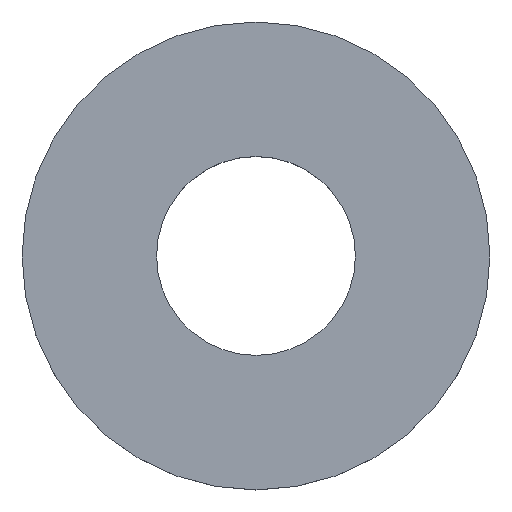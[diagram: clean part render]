
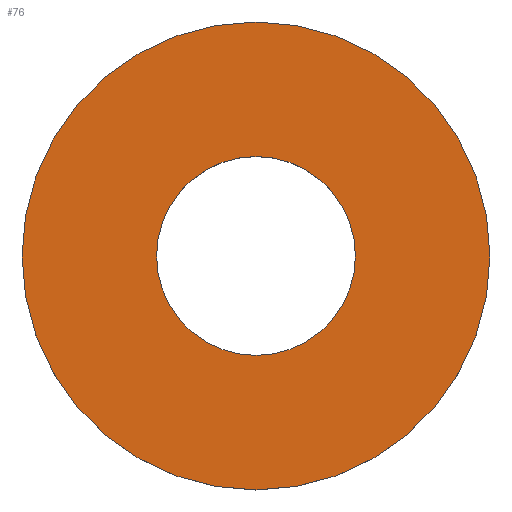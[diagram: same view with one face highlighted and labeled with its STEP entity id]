
A CAD part, top view. The second image highlights one B-rep face of the part: STEP entity #76.
In plain terms, the highlighted planar face has unit normal (0, 0, 1).
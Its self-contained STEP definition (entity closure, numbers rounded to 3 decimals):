
#2 = EDGE_CURVE ( 'NONE', #71, #126, #68, .T. ) ;
#3 = ORIENTED_EDGE ( 'NONE', *, *, #29, .F. ) ;
#4 = EDGE_LOOP ( 'NONE', ( #5, #6 ) ) ;
#5 = ORIENTED_EDGE ( 'NONE', *, *, #117, .T. ) ;
#6 = ORIENTED_EDGE ( 'NONE', *, *, #121, .T. ) ;
#29 = EDGE_CURVE ( 'NONE', #126, #71, #166, .T. ) ;
#65 = DIRECTION ( 'NONE',  ( 0., 0., 1. ) ) ;
#66 = CARTESIAN_POINT ( 'NONE',  ( 0., 0., 0. ) ) ;
#67 = AXIS2_PLACEMENT_3D ( 'NONE', #66, #65, #167 ) ;
#68 = CIRCLE ( 'NONE', #67, 0.85 ) ;
#69 = CARTESIAN_POINT ( 'NONE',  ( 0., 0., 0. ) ) ;
#71 = VERTEX_POINT ( 'NONE', #147 ) ;
#76 = ADVANCED_FACE ( 'NONE', ( #141, #140 ), #138, .T. ) ;
#77 = EDGE_LOOP ( 'NONE', ( #78, #3 ) ) ;
#78 = ORIENTED_EDGE ( 'NONE', *, *, #2, .F. ) ;
#106 = CARTESIAN_POINT ( 'NONE',  ( -0.85, 0., 0. ) ) ;
#115 = VERTEX_POINT ( 'NONE', #199 ) ;
#117 = EDGE_CURVE ( 'NONE', #118, #115, #198, .T. ) ;
#118 = VERTEX_POINT ( 'NONE', #193 ) ;
#121 = EDGE_CURVE ( 'NONE', #115, #118, #192, .T. ) ;
#126 = VERTEX_POINT ( 'NONE', #106 ) ;
#134 = DIRECTION ( 'NONE',  ( 1., 0., 0. ) ) ;
#135 = DIRECTION ( 'NONE',  ( 0., 0., 1. ) ) ;
#136 = CARTESIAN_POINT ( 'NONE',  ( 0., 0., 0. ) ) ;
#137 = AXIS2_PLACEMENT_3D ( 'NONE', #136, #135, #134 ) ;
#138 = PLANE ( 'NONE',  #137 ) ;
#140 = FACE_OUTER_BOUND ( 'NONE', #4, .T. ) ;
#141 = FACE_BOUND ( 'NONE', #77, .T. ) ;
#147 = CARTESIAN_POINT ( 'NONE',  ( 0.85, 0., 0. ) ) ;
#163 = DIRECTION ( 'NONE',  ( 1., 0., 0. ) ) ;
#164 = DIRECTION ( 'NONE',  ( 0., 0., 1. ) ) ;
#165 = AXIS2_PLACEMENT_3D ( 'NONE', #69, #164, #163 ) ;
#166 = CIRCLE ( 'NONE', #165, 0.85 ) ;
#167 = DIRECTION ( 'NONE',  ( 1., 0., 0. ) ) ;
#188 = DIRECTION ( 'NONE',  ( 1., 0., 0. ) ) ;
#189 = DIRECTION ( 'NONE',  ( 0., 0., 1. ) ) ;
#190 = CARTESIAN_POINT ( 'NONE',  ( 0., 0., 0. ) ) ;
#191 = AXIS2_PLACEMENT_3D ( 'NONE', #190, #189, #188 ) ;
#192 = CIRCLE ( 'NONE', #191, 2. ) ;
#193 = CARTESIAN_POINT ( 'NONE',  ( 2., 0., 0. ) ) ;
#194 = DIRECTION ( 'NONE',  ( 1., 0., 0. ) ) ;
#195 = DIRECTION ( 'NONE',  ( 0., 0., 1. ) ) ;
#196 = CARTESIAN_POINT ( 'NONE',  ( 0., 0., 0. ) ) ;
#197 = AXIS2_PLACEMENT_3D ( 'NONE', #196, #195, #194 ) ;
#198 = CIRCLE ( 'NONE', #197, 2. ) ;
#199 = CARTESIAN_POINT ( 'NONE',  ( -2., 0., 0. ) ) ;
